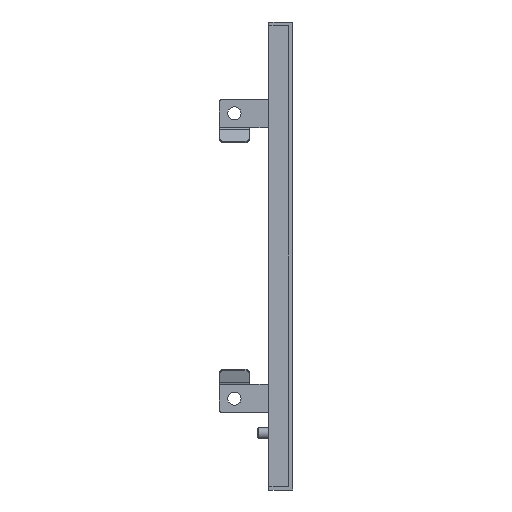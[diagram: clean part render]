
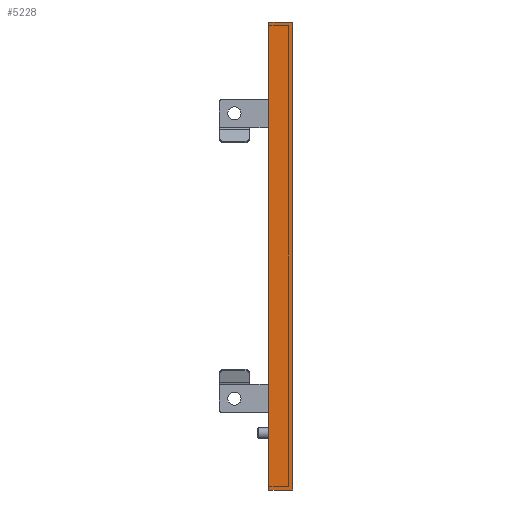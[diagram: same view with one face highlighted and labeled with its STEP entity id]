
A CAD part, front view. The second image highlights one B-rep face of the part: STEP entity #5228.
In plain terms, the highlighted planar face has unit normal (0, -1, 0).
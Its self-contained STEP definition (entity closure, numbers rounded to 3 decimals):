
#860 = VECTOR ( 'NONE', #11040, 1000. ) ;
#1941 = CARTESIAN_POINT ( 'NONE',  ( -2., -297.5, 0. ) ) ;
#2291 = ORIENTED_EDGE ( 'NONE', *, *, #14690, .F. ) ;
#2384 = CARTESIAN_POINT ( 'NONE',  ( 0., -297.5, 123. ) ) ;
#3485 = FACE_OUTER_BOUND ( 'NONE', #9419, .T. ) ;
#3542 = EDGE_CURVE ( 'NONE', #17016, #12205, #18044, .T. ) ;
#3590 = DIRECTION ( 'NONE',  ( 0., 0., -1. ) ) ;
#4739 = CARTESIAN_POINT ( 'NONE',  ( -12.5, -297.5, 123. ) ) ;
#4743 = ORIENTED_EDGE ( 'NONE', *, *, #15468, .T. ) ;
#5228 = ADVANCED_FACE ( 'NONE', ( #3485 ), #9794, .F. ) ;
#6257 = CARTESIAN_POINT ( 'NONE',  ( 0., -297.5, 0. ) ) ;
#7845 = VERTEX_POINT ( 'NONE', #2384 ) ;
#8247 = AXIS2_PLACEMENT_3D ( 'NONE', #1941, #16212, #11041 ) ;
#8982 = CARTESIAN_POINT ( 'NONE',  ( 0., -297.5, -123. ) ) ;
#9390 = LINE ( 'NONE', #18691, #860 ) ;
#9419 = EDGE_LOOP ( 'NONE', ( #2291, #17160, #4743, #16621 ) ) ;
#9794 = PLANE ( 'NONE',  #8247 ) ;
#10598 = VECTOR ( 'NONE', #17612, 1000. ) ;
#10689 = VERTEX_POINT ( 'NONE', #8982 ) ;
#11040 = DIRECTION ( 'NONE',  ( -1., 0., 0. ) ) ;
#11041 = DIRECTION ( 'NONE',  ( 0., 0., -1. ) ) ;
#11216 = LINE ( 'NONE', #18874, #16147 ) ;
#11433 = CARTESIAN_POINT ( 'NONE',  ( -12.5, -297.5, 0. ) ) ;
#12205 = VERTEX_POINT ( 'NONE', #16395 ) ;
#14690 = EDGE_CURVE ( 'NONE', #10689, #12205, #11216, .T. ) ;
#15468 = EDGE_CURVE ( 'NONE', #7845, #17016, #9390, .T. ) ;
#16147 = VECTOR ( 'NONE', #17406, 1000. ) ;
#16212 = DIRECTION ( 'NONE',  ( 0., 1., 0. ) ) ;
#16395 = CARTESIAN_POINT ( 'NONE',  ( -12.5, -297.5, -123. ) ) ;
#16621 = ORIENTED_EDGE ( 'NONE', *, *, #3542, .T. ) ;
#17016 = VERTEX_POINT ( 'NONE', #4739 ) ;
#17160 = ORIENTED_EDGE ( 'NONE', *, *, #20417, .T. ) ;
#17406 = DIRECTION ( 'NONE',  ( -1., 0., 0. ) ) ;
#17612 = DIRECTION ( 'NONE',  ( 0., 0., 1. ) ) ;
#18044 = LINE ( 'NONE', #11433, #20074 ) ;
#18691 = CARTESIAN_POINT ( 'NONE',  ( 2.928, -297.5, 123. ) ) ;
#18874 = CARTESIAN_POINT ( 'NONE',  ( 2.928, -297.5, -123. ) ) ;
#19264 = LINE ( 'NONE', #6257, #10598 ) ;
#20074 = VECTOR ( 'NONE', #3590, 1000. ) ;
#20417 = EDGE_CURVE ( 'NONE', #10689, #7845, #19264, .T. ) ;
